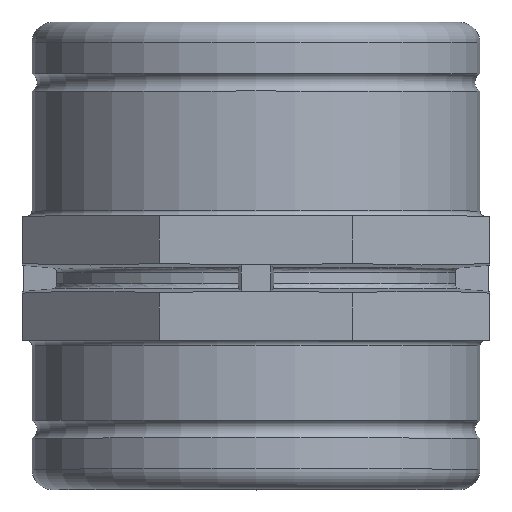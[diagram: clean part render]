
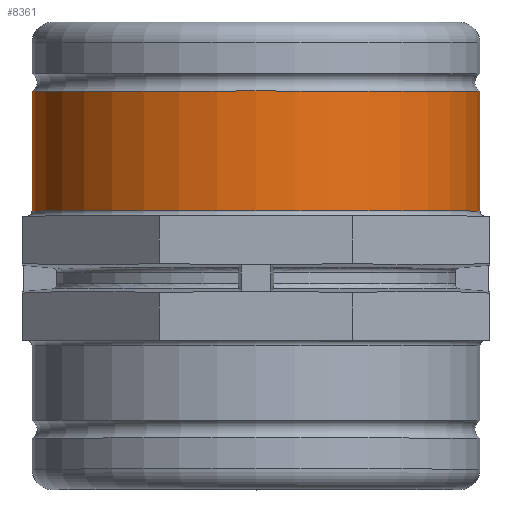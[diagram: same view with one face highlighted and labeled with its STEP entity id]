
A CAD part, top view. The second image highlights one B-rep face of the part: STEP entity #8361.
In plain terms, the highlighted cylindrical face has radius 21.95 mm (diameter 43.9 mm), a partial arc.
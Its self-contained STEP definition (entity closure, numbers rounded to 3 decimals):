
#3514=CARTESIAN_POINT('',(0.,0.5,0.));
#3515=DIRECTION('',(0.,-1.,0.));
#3516=DIRECTION('',(1.,0.,0.));
#3517=AXIS2_PLACEMENT_3D('',#3514,#3515,#3516);
#3519=DIRECTION('',(0.,1.,0.));
#3520=VECTOR('',#3519,11.734);
#3521=CARTESIAN_POINT('',(-21.95,0.5,0.));
#3522=LINE('',#3521,#3520);
#3523=CARTESIAN_POINT('',(0.,12.234,0.));
#3524=DIRECTION('',(0.,1.,0.));
#3525=DIRECTION('',(-1.,0.,0.));
#3526=AXIS2_PLACEMENT_3D('',#3523,#3524,#3525);
#3528=DIRECTION('',(0.,1.,0.));
#3529=VECTOR('',#3528,11.734);
#3530=CARTESIAN_POINT('',(21.95,0.5,0.));
#3531=LINE('',#3530,#3529);
#4702=CARTESIAN_POINT('',(21.95,12.234,0.));
#4703=CARTESIAN_POINT('',(-21.95,12.234,0.));
#4704=VERTEX_POINT('',#4702);
#4705=VERTEX_POINT('',#4703);
#4822=CARTESIAN_POINT('',(-21.95,0.5,0.));
#4823=CARTESIAN_POINT('',(21.95,0.5,0.));
#4824=VERTEX_POINT('',#4822);
#4825=VERTEX_POINT('',#4823);
#8346=CARTESIAN_POINT('',(0.,-29.09,0.));
#8347=DIRECTION('',(0.,1.,0.));
#8348=DIRECTION('',(1.,0.,0.));
#8349=AXIS2_PLACEMENT_3D('',#8346,#8347,#8348);
#8350=CYLINDRICAL_SURFACE('',#8349,21.95);
#8352=ORIENTED_EDGE('',*,*,#8351,.T.);
#8354=ORIENTED_EDGE('',*,*,#8353,.T.);
#8356=ORIENTED_EDGE('',*,*,#8355,.T.);
#8358=ORIENTED_EDGE('',*,*,#8357,.F.);
#8359=EDGE_LOOP('',(#8352,#8354,#8356,#8358));
#8360=FACE_OUTER_BOUND('',#8359,.F.);
#8361=ADVANCED_FACE('',(#8360),#8350,.T.);
#3518=CIRCLE('',#3517,21.95);
#3527=CIRCLE('',#3526,21.95);
#8351=EDGE_CURVE('',#4825,#4824,#3518,.T.);
#8353=EDGE_CURVE('',#4824,#4705,#3522,.T.);
#8355=EDGE_CURVE('',#4705,#4704,#3527,.T.);
#8357=EDGE_CURVE('',#4825,#4704,#3531,.T.);
